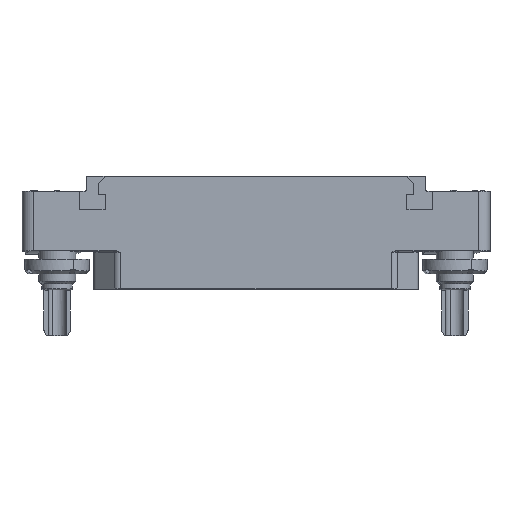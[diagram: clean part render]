
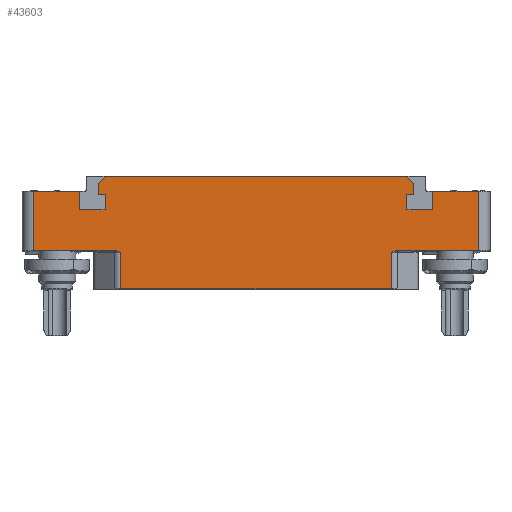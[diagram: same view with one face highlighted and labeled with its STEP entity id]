
A CAD part, top view. The second image highlights one B-rep face of the part: STEP entity #43603.
In plain terms, the highlighted planar face has unit normal (0, 0, 1).
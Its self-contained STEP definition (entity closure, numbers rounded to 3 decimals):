
#1581=DIRECTION('',(-1.,0.,0.));
#1582=VECTOR('',#1581,46.236);
#1583=CARTESIAN_POINT('',(23.118,-6.5,7.));
#1584=LINE('',#1583,#1582);
#1727=DIRECTION('',(0.,1.,0.));
#1728=VECTOR('',#1727,6.3);
#1729=CARTESIAN_POINT('',(23.118,-6.5,7.));
#1730=LINE('',#1729,#1728);
#1736=CARTESIAN_POINT('',(23.118,-0.2,7.));
#1737=CARTESIAN_POINT('',(23.14,-0.192,7.));
#1738=CARTESIAN_POINT('',(23.184,-0.176,7.));
#1739=CARTESIAN_POINT('',(23.251,-0.152,7.));
#1740=CARTESIAN_POINT('',(23.318,-0.128,7.));
#1741=CARTESIAN_POINT('',(23.385,-0.106,7.));
#1742=CARTESIAN_POINT('',(23.451,-0.085,7.));
#1743=CARTESIAN_POINT('',(23.515,-0.066,7.));
#1744=CARTESIAN_POINT('',(23.577,-0.049,7.));
#1745=CARTESIAN_POINT('',(23.636,-0.035,7.));
#1746=CARTESIAN_POINT('',(23.688,-0.024,7.));
#1747=CARTESIAN_POINT('',(23.734,-0.016,7.));
#1748=CARTESIAN_POINT('',(23.776,-0.01,7.));
#1749=CARTESIAN_POINT('',(23.814,-0.005,7.));
#1750=CARTESIAN_POINT('',(23.85,-0.002,7.));
#1751=CARTESIAN_POINT('',(23.884,0.,7.));
#1752=CARTESIAN_POINT('',(23.907,0.,7.));
#1753=CARTESIAN_POINT('',(23.918,0.,7.));
#1760=DIRECTION('',(1.,0.,0.));
#1761=VECTOR('',#1760,7.8);
#1762=CARTESIAN_POINT('',(-38.,10.25,7.));
#1763=LINE('',#1762,#1761);
#1764=DIRECTION('',(0.,-1.,0.));
#1765=VECTOR('',#1764,3.2);
#1766=CARTESIAN_POINT('',(-30.2,10.25,7.));
#1767=LINE('',#1766,#1765);
#1768=DIRECTION('',(1.,0.,0.));
#1769=VECTOR('',#1768,4.4);
#1770=CARTESIAN_POINT('',(-30.2,7.05,7.));
#1771=LINE('',#1770,#1769);
#1772=DIRECTION('',(0.,1.,0.));
#1773=VECTOR('',#1772,2.6);
#1774=CARTESIAN_POINT('',(-25.8,7.05,7.));
#1775=LINE('',#1774,#1773);
#1776=DIRECTION('',(-1.,0.,0.));
#1777=VECTOR('',#1776,1.2);
#1778=CARTESIAN_POINT('',(-25.8,9.65,7.));
#1779=LINE('',#1778,#1777);
#1780=DIRECTION('',(0.,-1.,0.));
#1781=VECTOR('',#1780,1.9);
#1782=CARTESIAN_POINT('',(-27.,11.55,7.));
#1783=LINE('',#1782,#1781);
#1784=DIRECTION('',(1.,0.,0.));
#1785=VECTOR('',#1784,51.6);
#1786=CARTESIAN_POINT('',(-25.8,12.75,7.));
#1787=LINE('',#1786,#1785);
#1788=DIRECTION('',(0.,-1.,0.));
#1789=VECTOR('',#1788,1.9);
#1790=CARTESIAN_POINT('',(27.,11.55,7.));
#1791=LINE('',#1790,#1789);
#1792=DIRECTION('',(-1.,0.,0.));
#1793=VECTOR('',#1792,1.2);
#1794=CARTESIAN_POINT('',(27.,9.65,7.));
#1795=LINE('',#1794,#1793);
#1796=DIRECTION('',(0.,-1.,0.));
#1797=VECTOR('',#1796,2.6);
#1798=CARTESIAN_POINT('',(25.8,9.65,7.));
#1799=LINE('',#1798,#1797);
#1800=DIRECTION('',(1.,0.,0.));
#1801=VECTOR('',#1800,4.4);
#1802=CARTESIAN_POINT('',(25.8,7.05,7.));
#1803=LINE('',#1802,#1801);
#1804=DIRECTION('',(0.,1.,0.));
#1805=VECTOR('',#1804,3.2);
#1806=CARTESIAN_POINT('',(30.2,7.05,7.));
#1807=LINE('',#1806,#1805);
#1808=DIRECTION('',(1.,0.,0.));
#1809=VECTOR('',#1808,7.8);
#1810=CARTESIAN_POINT('',(30.2,10.25,7.));
#1811=LINE('',#1810,#1809);
#1868=DIRECTION('',(1.,0.,0.));
#1869=VECTOR('',#1868,14.082);
#1870=CARTESIAN_POINT('',(23.918,0.,7.));
#1871=LINE('',#1870,#1869);
#6387=DIRECTION('',(0.707,-0.707,0.));
#6388=VECTOR('',#6387,1.697);
#6389=CARTESIAN_POINT('',(25.8,12.75,7.));
#6390=LINE('',#6389,#6388);
#6411=DIRECTION('',(-0.707,-0.707,0.));
#6412=VECTOR('',#6411,1.697);
#6413=CARTESIAN_POINT('',(-25.8,12.75,7.));
#6414=LINE('',#6413,#6412);
#6971=DIRECTION('',(0.,-1.,0.));
#6972=VECTOR('',#6971,10.25);
#6973=CARTESIAN_POINT('',(-38.,10.25,7.));
#6974=LINE('',#6973,#6972);
#7002=DIRECTION('',(1.,0.,0.));
#7003=VECTOR('',#7002,14.082);
#7004=CARTESIAN_POINT('',(-38.,0.,7.));
#7005=LINE('',#7004,#7003);
#11160=CARTESIAN_POINT('',(-23.918,0.,7.));
#11161=CARTESIAN_POINT('',(-23.907,0.,7.));
#11162=CARTESIAN_POINT('',(-23.884,0.,7.));
#11163=CARTESIAN_POINT('',(-23.85,-0.002,7.));
#11164=CARTESIAN_POINT('',(-23.814,-0.005,7.));
#11165=CARTESIAN_POINT('',(-23.776,-0.01,7.));
#11166=CARTESIAN_POINT('',(-23.734,-0.016,7.));
#11167=CARTESIAN_POINT('',(-23.688,-0.024,7.));
#11168=CARTESIAN_POINT('',(-23.636,-0.035,7.));
#11169=CARTESIAN_POINT('',(-23.577,-0.049,7.));
#11170=CARTESIAN_POINT('',(-23.515,-0.066,7.));
#11171=CARTESIAN_POINT('',(-23.451,-0.085,7.));
#11172=CARTESIAN_POINT('',(-23.385,-0.106,7.));
#11173=CARTESIAN_POINT('',(-23.318,-0.128,7.));
#11174=CARTESIAN_POINT('',(-23.251,-0.152,7.));
#11175=CARTESIAN_POINT('',(-23.184,-0.176,7.));
#11176=CARTESIAN_POINT('',(-23.14,-0.192,7.));
#11177=CARTESIAN_POINT('',(-23.118,-0.2,7.));
#11179=DIRECTION('',(0.,1.,0.));
#11180=VECTOR('',#11179,6.3);
#11181=CARTESIAN_POINT('',(-23.118,-6.5,7.));
#11182=LINE('',#11181,#11180);
#28723=DIRECTION('',(0.,1.,0.));
#28724=VECTOR('',#28723,10.25);
#28725=CARTESIAN_POINT('',(38.,0.,7.));
#28726=LINE('',#28725,#28724);
#34140=CARTESIAN_POINT('',(-30.2,10.25,7.));
#34141=CARTESIAN_POINT('',(-30.2,7.05,7.));
#34142=VERTEX_POINT('',#34140);
#34143=VERTEX_POINT('',#34141);
#34144=CARTESIAN_POINT('',(-25.8,7.05,7.));
#34145=VERTEX_POINT('',#34144);
#34146=CARTESIAN_POINT('',(-25.8,9.65,7.));
#34147=VERTEX_POINT('',#34146);
#34148=CARTESIAN_POINT('',(-27.,9.65,7.));
#34149=VERTEX_POINT('',#34148);
#34150=CARTESIAN_POINT('',(27.,9.65,7.));
#34151=CARTESIAN_POINT('',(25.8,9.65,7.));
#34152=VERTEX_POINT('',#34150);
#34153=VERTEX_POINT('',#34151);
#34154=CARTESIAN_POINT('',(25.8,7.05,7.));
#34155=VERTEX_POINT('',#34154);
#34156=CARTESIAN_POINT('',(30.2,7.05,7.));
#34157=VERTEX_POINT('',#34156);
#34158=CARTESIAN_POINT('',(30.2,10.25,7.));
#34159=VERTEX_POINT('',#34158);
#34164=CARTESIAN_POINT('',(-25.8,12.75,7.));
#34166=VERTEX_POINT('',#34164);
#34168=CARTESIAN_POINT('',(-27.,11.55,7.));
#34170=VERTEX_POINT('',#34168);
#34172=CARTESIAN_POINT('',(25.8,12.75,7.));
#34174=VERTEX_POINT('',#34172);
#34176=CARTESIAN_POINT('',(27.,11.55,7.));
#34178=VERTEX_POINT('',#34176);
#34268=CARTESIAN_POINT('',(38.,0.,7.));
#34269=CARTESIAN_POINT('',(38.,10.25,7.));
#34270=VERTEX_POINT('',#34268);
#34271=VERTEX_POINT('',#34269);
#34276=CARTESIAN_POINT('',(-38.,10.25,7.));
#34277=CARTESIAN_POINT('',(-38.,0.,7.));
#34278=VERTEX_POINT('',#34276);
#34279=VERTEX_POINT('',#34277);
#34481=CARTESIAN_POINT('',(23.118,-6.5,7.));
#34483=VERTEX_POINT('',#34481);
#34484=CARTESIAN_POINT('',(-23.118,-6.5,7.));
#34486=VERTEX_POINT('',#34484);
#34548=CARTESIAN_POINT('',(-23.118,-0.2,7.));
#34549=VERTEX_POINT('',#34548);
#34550=CARTESIAN_POINT('',(-23.918,0.,7.));
#34551=VERTEX_POINT('',#34550);
#34552=CARTESIAN_POINT('',(23.118,-0.2,7.));
#34554=VERTEX_POINT('',#34552);
#34556=CARTESIAN_POINT('',(23.918,0.,7.));
#34558=VERTEX_POINT('',#34556);
#43551=CARTESIAN_POINT('',(0.,0.,7.));
#43552=DIRECTION('',(0.,0.,-1.));
#43553=DIRECTION('',(-1.,0.,0.));
#43554=AXIS2_PLACEMENT_3D('',#43551,#43552,#43553);
#43555=PLANE('',#43554);
#43557=ORIENTED_EDGE('',*,*,#43556,.F.);
#43558=ORIENTED_EDGE('',*,*,#43543,.F.);
#43559=ORIENTED_EDGE('',*,*,#43532,.F.);
#43560=ORIENTED_EDGE('',*,*,#43382,.T.);
#43562=ORIENTED_EDGE('',*,*,#43561,.T.);
#43564=ORIENTED_EDGE('',*,*,#43563,.F.);
#43566=ORIENTED_EDGE('',*,*,#43565,.F.);
#43568=ORIENTED_EDGE('',*,*,#43567,.F.);
#43570=ORIENTED_EDGE('',*,*,#43569,.T.);
#43572=ORIENTED_EDGE('',*,*,#43571,.T.);
#43574=ORIENTED_EDGE('',*,*,#43573,.T.);
#43576=ORIENTED_EDGE('',*,*,#43575,.T.);
#43578=ORIENTED_EDGE('',*,*,#43577,.T.);
#43580=ORIENTED_EDGE('',*,*,#43579,.F.);
#43582=ORIENTED_EDGE('',*,*,#43581,.F.);
#43584=ORIENTED_EDGE('',*,*,#43583,.T.);
#43586=ORIENTED_EDGE('',*,*,#43585,.T.);
#43588=ORIENTED_EDGE('',*,*,#43587,.T.);
#43590=ORIENTED_EDGE('',*,*,#43589,.T.);
#43592=ORIENTED_EDGE('',*,*,#43591,.T.);
#43594=ORIENTED_EDGE('',*,*,#43593,.T.);
#43596=ORIENTED_EDGE('',*,*,#43595,.T.);
#43598=ORIENTED_EDGE('',*,*,#43597,.T.);
#43600=ORIENTED_EDGE('',*,*,#43599,.F.);
#43601=EDGE_LOOP('',(#43557,#43558,#43559,#43560,#43562,#43564,#43566,#43568,
#43570,#43572,#43574,#43576,#43578,#43580,#43582,#43584,#43586,#43588,#43590,
#43592,#43594,#43596,#43598,#43600));
#43602=FACE_OUTER_BOUND('',#43601,.F.);
#43603=ADVANCED_FACE('',(#43602),#43555,.F.);
#1754=B_SPLINE_CURVE_WITH_KNOTS('',3,(#1736,#1737,#1738,#1739,#1740,#1741,#1742,
#1743,#1744,#1745,#1746,#1747,#1748,#1749,#1750,#1751,#1752,#1753),
.UNSPECIFIED.,.F.,.F.,(4,1,1,1,1,1,1,1,1,1,1,1,1,1,1,4),(0.,0.067,
0.133,0.2,0.267,0.333,0.4,
0.467,0.533,0.6,0.667,0.733,
0.8,0.867,0.933,1.),.UNSPECIFIED.);
#11178=B_SPLINE_CURVE_WITH_KNOTS('',3,(#11160,#11161,#11162,#11163,#11164,
#11165,#11166,#11167,#11168,#11169,#11170,#11171,#11172,#11173,#11174,#11175,
#11176,#11177),.UNSPECIFIED.,.F.,.F.,(4,1,1,1,1,1,1,1,1,1,1,1,1,1,1,4),(0.,
0.067,0.133,0.2,0.267,0.333,
0.4,0.467,0.533,0.6,0.667,
0.733,0.8,0.867,0.933,1.),
.UNSPECIFIED.);
#43382=EDGE_CURVE('',#34483,#34486,#1584,.T.);
#43532=EDGE_CURVE('',#34483,#34554,#1730,.T.);
#43543=EDGE_CURVE('',#34554,#34558,#1754,.T.);
#43556=EDGE_CURVE('',#34558,#34270,#1871,.T.);
#43561=EDGE_CURVE('',#34486,#34549,#11182,.T.);
#43563=EDGE_CURVE('',#34551,#34549,#11178,.T.);
#43565=EDGE_CURVE('',#34279,#34551,#7005,.T.);
#43567=EDGE_CURVE('',#34278,#34279,#6974,.T.);
#43569=EDGE_CURVE('',#34278,#34142,#1763,.T.);
#43571=EDGE_CURVE('',#34142,#34143,#1767,.T.);
#43573=EDGE_CURVE('',#34143,#34145,#1771,.T.);
#43575=EDGE_CURVE('',#34145,#34147,#1775,.T.);
#43577=EDGE_CURVE('',#34147,#34149,#1779,.T.);
#43579=EDGE_CURVE('',#34170,#34149,#1783,.T.);
#43581=EDGE_CURVE('',#34166,#34170,#6414,.T.);
#43583=EDGE_CURVE('',#34166,#34174,#1787,.T.);
#43585=EDGE_CURVE('',#34174,#34178,#6390,.T.);
#43587=EDGE_CURVE('',#34178,#34152,#1791,.T.);
#43589=EDGE_CURVE('',#34152,#34153,#1795,.T.);
#43591=EDGE_CURVE('',#34153,#34155,#1799,.T.);
#43593=EDGE_CURVE('',#34155,#34157,#1803,.T.);
#43595=EDGE_CURVE('',#34157,#34159,#1807,.T.);
#43597=EDGE_CURVE('',#34159,#34271,#1811,.T.);
#43599=EDGE_CURVE('',#34270,#34271,#28726,.T.);
